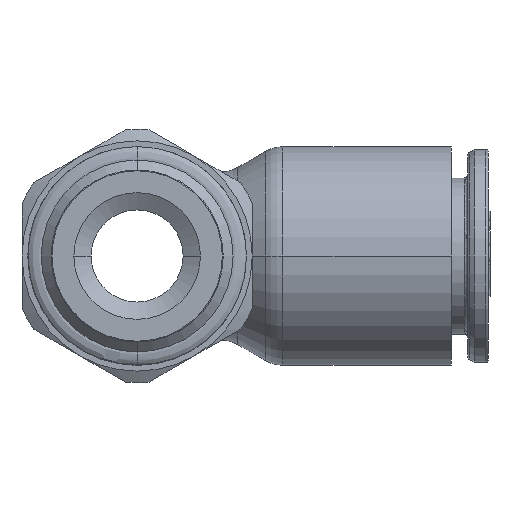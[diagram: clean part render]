
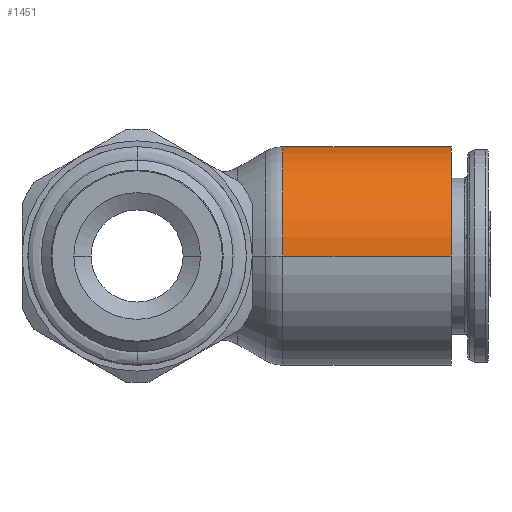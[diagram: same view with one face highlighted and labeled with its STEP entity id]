
A CAD part, left-side view. The second image highlights one B-rep face of the part: STEP entity #1451.
In plain terms, the highlighted cylindrical face has radius 9.49 mm (diameter 18.98 mm), a partial arc.
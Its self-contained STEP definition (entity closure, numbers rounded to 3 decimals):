
#1451=ADVANCED_FACE('',(#4037),#4038,.T.);
#4037=FACE_OUTER_BOUND('',#13964,.T.);
#4038=CYLINDRICAL_SURFACE('',#13965,9.49);
#13964=EDGE_LOOP('',(#23130,#23131,#23132,#23133));
#13965=AXIS2_PLACEMENT_3D('',#23134,#23135,#23136);
#23130=ORIENTED_EDGE('',*,*,#28261,.T.);
#23131=ORIENTED_EDGE('',*,*,#28262,.F.);
#23132=ORIENTED_EDGE('',*,*,#28263,.F.);
#23133=ORIENTED_EDGE('',*,*,#28264,.T.);
#23134=CARTESIAN_POINT('',(0.0,1.365,0.0));
#23135=DIRECTION('',(0.0,1.0,-0.0));
#23136=DIRECTION('',(-1.0,0.0,0.0));
#28261=EDGE_CURVE('',#33596,#33597,#33601,.T.);
#28262=EDGE_CURVE('',#33602,#33597,#33603,.T.);
#28263=EDGE_CURVE('',#33604,#33602,#33605,.T.);
#28264=EDGE_CURVE('',#33604,#33596,#33606,.T.);
#33596=VERTEX_POINT('',#45856);
#33597=VERTEX_POINT('',#45857);
#33601=CIRCLE('',#45861,9.49);
#33602=VERTEX_POINT('',#45862);
#33603=LINE('',#45863,#45864);
#33604=VERTEX_POINT('',#45865);
#33605=CIRCLE('',#45866,9.49);
#33606=LINE('',#45867,#45868);
#45856=CARTESIAN_POINT('',(9.49,-12.654,0.0));
#45857=CARTESIAN_POINT('',(-9.49,-12.654,0.0));
#45861=AXIS2_PLACEMENT_3D('',#51686,#51687,#51688);
#45862=CARTESIAN_POINT('',(-9.49,-27.3,0.0));
#45863=CARTESIAN_POINT('',(-9.49,-27.3,0.0));
#45864=VECTOR('',#51689,14.646);
#45865=CARTESIAN_POINT('',(9.49,-27.3,0.0));
#45866=AXIS2_PLACEMENT_3D('',#51690,#51691,#51692);
#45867=CARTESIAN_POINT('',(9.49,-27.3,0.0));
#45868=VECTOR('',#51693,14.646);
#51686=CARTESIAN_POINT('',(0.0,-12.654,0.0));
#51687=DIRECTION('',(0.0,-1.0,0.0));
#51688=DIRECTION('',(1.0,0.0,0.0));
#51689=DIRECTION('',(0.0,1.0,0.0));
#51690=CARTESIAN_POINT('',(0.0,-27.3,0.0));
#51691=DIRECTION('',(0.0,-1.0,0.0));
#51692=DIRECTION('',(1.0,0.0,0.0));
#51693=DIRECTION('',(0.0,1.0,0.0));
